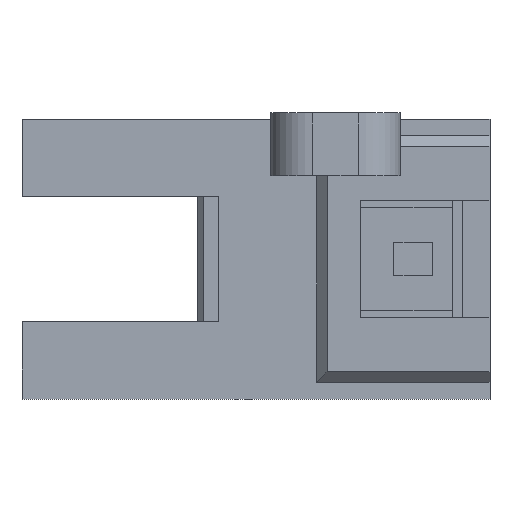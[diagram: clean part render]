
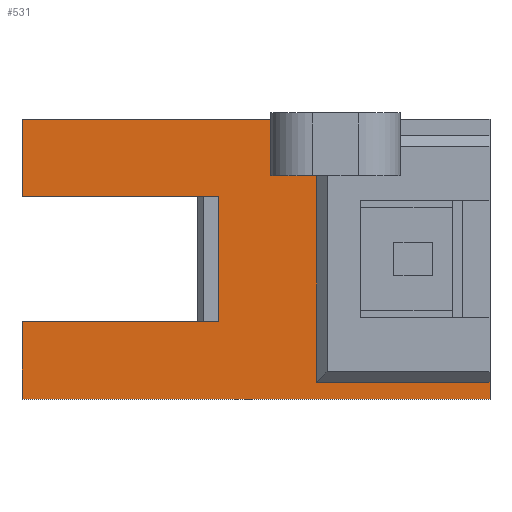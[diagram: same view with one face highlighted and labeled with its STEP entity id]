
A CAD part, left-side view. The second image highlights one B-rep face of the part: STEP entity #531.
In plain terms, the highlighted planar face has unit normal (-1, 0, 0).
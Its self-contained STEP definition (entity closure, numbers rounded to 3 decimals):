
#394 = VERTEX_POINT ( 'NONE', #1396 ) ;
#395 = VERTEX_POINT ( 'NONE', #1397 ) ;
#400 = VERTEX_POINT ( 'NONE', #1402 ) ;
#401 = VERTEX_POINT ( 'NONE', #1403 ) ;
#433 = VERTEX_POINT ( 'NONE', #1427 ) ;
#435 = VERTEX_POINT ( 'NONE', #1431 ) ;
#437 = VERTEX_POINT ( 'NONE', #1432 ) ;
#439 = VERTEX_POINT ( 'NONE', #1428 ) ;
#440 = VERTEX_POINT ( 'NONE', #1433 ) ;
#442 = VERTEX_POINT ( 'NONE', #1434 ) ;
#444 = VERTEX_POINT ( 'NONE', #1435 ) ;
#446 = VERTEX_POINT ( 'NONE', #1425 ) ;
#531 = ADVANCED_FACE ( 'NONE', ( #1568 ), #1689, .F. ) ;
#801 = EDGE_CURVE ( 'NONE', #394, #395, #2085, .T. ) ;
#804 = EDGE_CURVE ( 'NONE', #401, #400, #2231, .T. ) ;
#812 = EDGE_CURVE ( 'NONE', #444, #442, #2247, .T. ) ;
#814 = EDGE_CURVE ( 'NONE', #401, #446, #2240, .T. ) ;
#816 = EDGE_CURVE ( 'NONE', #446, #444, #2244, .T. ) ;
#817 = EDGE_CURVE ( 'NONE', #442, #440, #2257, .T. ) ;
#818 = EDGE_CURVE ( 'NONE', #437, #435, #2252, .T. ) ;
#820 = EDGE_CURVE ( 'NONE', #433, #395, #2254, .T. ) ;
#821 = EDGE_CURVE ( 'NONE', #433, #400, #2265, .T. ) ;
#822 = EDGE_CURVE ( 'NONE', #440, #439, #2256, .T. ) ;
#826 = EDGE_CURVE ( 'NONE', #435, #394, #2270, .T. ) ;
#829 = EDGE_CURVE ( 'NONE', #437, #439, #2276, .T. ) ;
#1143 = AXIS2_PLACEMENT_3D ( 'NONE', #1685, #1693, #1694 ) ;
#1396 = CARTESIAN_POINT ( 'NONE',  ( -3., 2., 9.7 ) ) ;
#1397 = CARTESIAN_POINT ( 'NONE',  ( -3., -9.9, 9.7 ) ) ;
#1402 = CARTESIAN_POINT ( 'NONE',  ( -3., -12.1, 7. ) ) ;
#1403 = CARTESIAN_POINT ( 'NONE',  ( -3., -12.1, -2.9 ) ) ;
#1425 = CARTESIAN_POINT ( 'NONE',  ( -3., -20.4, -2.9 ) ) ;
#1427 = CARTESIAN_POINT ( 'NONE',  ( -3., -9.9, 7. ) ) ;
#1428 = CARTESIAN_POINT ( 'NONE',  ( -3., -7.4, 0. ) ) ;
#1431 = CARTESIAN_POINT ( 'NONE',  ( -3., 2., 6. ) ) ;
#1432 = CARTESIAN_POINT ( 'NONE',  ( -3., -7.4, 6. ) ) ;
#1433 = CARTESIAN_POINT ( 'NONE',  ( -3., 2., 0. ) ) ;
#1434 = CARTESIAN_POINT ( 'NONE',  ( -3., 2., -3.7 ) ) ;
#1435 = CARTESIAN_POINT ( 'NONE',  ( -3., -20.4, -3.7 ) ) ;
#1568 = FACE_OUTER_BOUND ( 'NONE', #3697, .T. ) ;
#1685 = CARTESIAN_POINT ( 'NONE',  ( -3., -6.4, 0. ) ) ;
#1689 = PLANE ( 'NONE',  #1143 ) ;
#1693 = DIRECTION ( 'NONE',  ( 1., 0., 0. ) ) ;
#1694 = DIRECTION ( 'NONE',  ( 0., 0., -1. ) ) ;
#2085 = LINE ( 'NONE', #2100, #3647 ) ;
#2100 = CARTESIAN_POINT ( 'NONE',  ( -3., -20.4, 9.7 ) ) ;
#2107 = DIRECTION ( 'NONE',  ( 0., -1., 0. ) ) ;
#2112 = CARTESIAN_POINT ( 'NONE',  ( -3., -12.1, 8.9 ) ) ;
#2113 = DIRECTION ( 'NONE',  ( 0., 0., 1. ) ) ;
#2124 = CARTESIAN_POINT ( 'NONE',  ( -3., -12.1, -2.9 ) ) ;
#2128 = CARTESIAN_POINT ( 'NONE',  ( -3., 2., -3.7 ) ) ;
#2129 = DIRECTION ( 'NONE',  ( 0., 1., 0. ) ) ;
#2133 = DIRECTION ( 'NONE',  ( 0., -1., 0. ) ) ;
#2134 = CARTESIAN_POINT ( 'NONE',  ( -3., -20.4, -3.7 ) ) ;
#2136 = CARTESIAN_POINT ( 'NONE',  ( -3., 2., 6. ) ) ;
#2137 = DIRECTION ( 'NONE',  ( 0., 0., -1. ) ) ;
#2138 = CARTESIAN_POINT ( 'NONE',  ( -3., 2., 0. ) ) ;
#2139 = DIRECTION ( 'NONE',  ( 0., 0., 1. ) ) ;
#2140 = CARTESIAN_POINT ( 'NONE',  ( -3., -9.9, 0. ) ) ;
#2141 = DIRECTION ( 'NONE',  ( 0., 1., 0. ) ) ;
#2144 = CARTESIAN_POINT ( 'NONE',  ( -3., -6.4, 0. ) ) ;
#2145 = DIRECTION ( 'NONE',  ( 0., 0., 1. ) ) ;
#2146 = CARTESIAN_POINT ( 'NONE',  ( -3., -6.4, 7. ) ) ;
#2147 = DIRECTION ( 'NONE',  ( 0., -1., 0. ) ) ;
#2149 = DIRECTION ( 'NONE',  ( 0., -1., 0. ) ) ;
#2154 = CARTESIAN_POINT ( 'NONE',  ( -3., 2., 9.7 ) ) ;
#2158 = DIRECTION ( 'NONE',  ( 0., 0., 1. ) ) ;
#2161 = CARTESIAN_POINT ( 'NONE',  ( -3., -7.4, 6. ) ) ;
#2164 = DIRECTION ( 'NONE',  ( 0., 0., -1. ) ) ;
#2231 = LINE ( 'NONE', #2112, #2232 ) ;
#2232 = VECTOR ( 'NONE', #2113, 1000. ) ;
#2240 = LINE ( 'NONE', #2124, #2251 ) ;
#2244 = LINE ( 'NONE', #2134, #2255 ) ;
#2247 = LINE ( 'NONE', #2128, #2248 ) ;
#2248 = VECTOR ( 'NONE', #2129, 1000. ) ;
#2251 = VECTOR ( 'NONE', #2133, 1000. ) ;
#2252 = LINE ( 'NONE', #2136, #2259 ) ;
#2254 = LINE ( 'NONE', #2140, #2263 ) ;
#2255 = VECTOR ( 'NONE', #2137, 1000. ) ;
#2256 = LINE ( 'NONE', #2144, #2267 ) ;
#2257 = LINE ( 'NONE', #2138, #2258 ) ;
#2258 = VECTOR ( 'NONE', #2139, 1000. ) ;
#2259 = VECTOR ( 'NONE', #2141, 1000. ) ;
#2263 = VECTOR ( 'NONE', #2145, 1000. ) ;
#2265 = LINE ( 'NONE', #2146, #2266 ) ;
#2266 = VECTOR ( 'NONE', #2147, 1000. ) ;
#2267 = VECTOR ( 'NONE', #2149, 1000. ) ;
#2270 = LINE ( 'NONE', #2154, #2275 ) ;
#2275 = VECTOR ( 'NONE', #2158, 1000. ) ;
#2276 = LINE ( 'NONE', #2161, #2280 ) ;
#2280 = VECTOR ( 'NONE', #2164, 1000. ) ;
#3569 = ORIENTED_EDGE ( 'NONE', *, *, #821, .F. ) ;
#3570 = ORIENTED_EDGE ( 'NONE', *, *, #820, .T. ) ;
#3571 = ORIENTED_EDGE ( 'NONE', *, *, #801, .F. ) ;
#3572 = ORIENTED_EDGE ( 'NONE', *, *, #826, .F. ) ;
#3573 = ORIENTED_EDGE ( 'NONE', *, *, #818, .F. ) ;
#3574 = ORIENTED_EDGE ( 'NONE', *, *, #829, .T. ) ;
#3575 = ORIENTED_EDGE ( 'NONE', *, *, #822, .F. ) ;
#3576 = ORIENTED_EDGE ( 'NONE', *, *, #817, .F. ) ;
#3577 = ORIENTED_EDGE ( 'NONE', *, *, #812, .F. ) ;
#3578 = ORIENTED_EDGE ( 'NONE', *, *, #816, .F. ) ;
#3579 = ORIENTED_EDGE ( 'NONE', *, *, #814, .F. ) ;
#3580 = ORIENTED_EDGE ( 'NONE', *, *, #804, .T. ) ;
#3647 = VECTOR ( 'NONE', #2107, 1000. ) ;
#3697 = EDGE_LOOP ( 'NONE', ( #3569, #3570, #3571, #3572, #3573, #3574, #3575, #3576, #3577, #3578, #3579, #3580 ) ) ;
